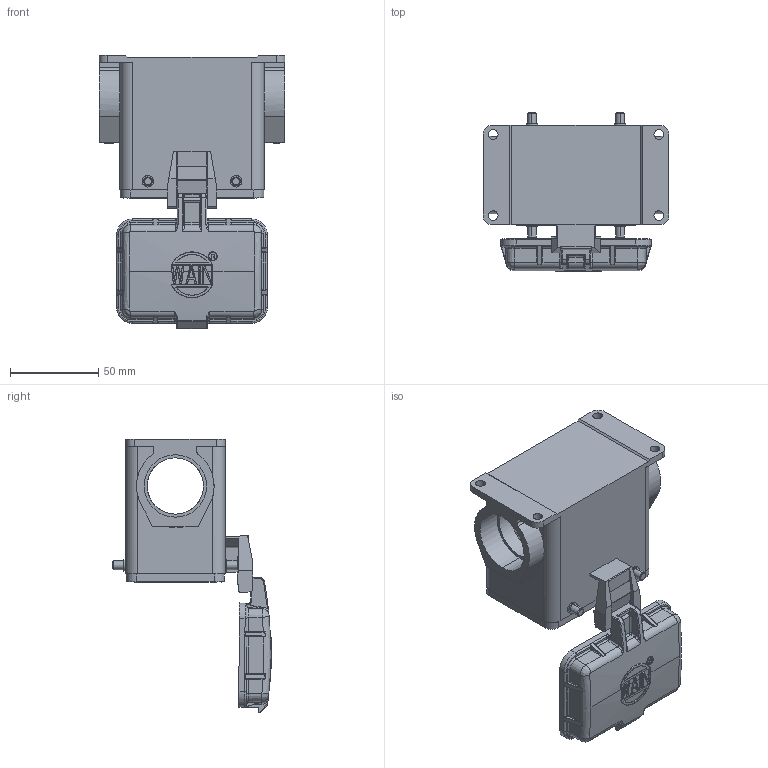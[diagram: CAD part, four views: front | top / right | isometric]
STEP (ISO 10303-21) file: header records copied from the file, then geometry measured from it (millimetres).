
FILE_DESCRIPTION(/* description */ (''),/* implementation_level */ '2;1');
FILE_NAME(/* name */ '3D_1100322701132_H32A-SF-4B-MCV-2PG29_V1.1.stp',/* time_stamp */ '2023-12-12T09:55:11+08:00',/* author */ (''),/* organization */ (''),/* preprocessor_version */ 'ST-DEVELOPER v18.1',/* originating_system */ 'SIEMENS PLM Software NX 1980',/* authorisation */ '');
FILE_SCHEMA (('AUTOMOTIVE_DESIGN { 1 0 10303 214 3 1 1 1 }'));
Length unit declared in the file: millimetre
Products named in the file (1): 3D_1100322701124_H32A-SF-4B-MCV-2M32_V1.1
Bounding box: 105.5 x 90.01 x 155.16 mm (x, y, z)
Volume: 148676.6 mm3; surface area: 80978.2 mm2
Topology: 1 solids, 3 shells, 1034 faces, 2633 edges, 1633 vertices
Faces by surface type: plane 403, cylinder 389, torus 144, bspline 62, cone 22, sphere 14
Full cylindrical faces by diameter (mm): 32 x1
Entity records: 34204 total; most frequent: CARTESIAN_POINT 10800, ORIENTED_EDGE 5232, DIRECTION 4379, EDGE_CURVE 2616, VERTEX_POINT 1629, AXIS2_PLACEMENT_3D 1586, LINE 1207, VECTOR 1207
